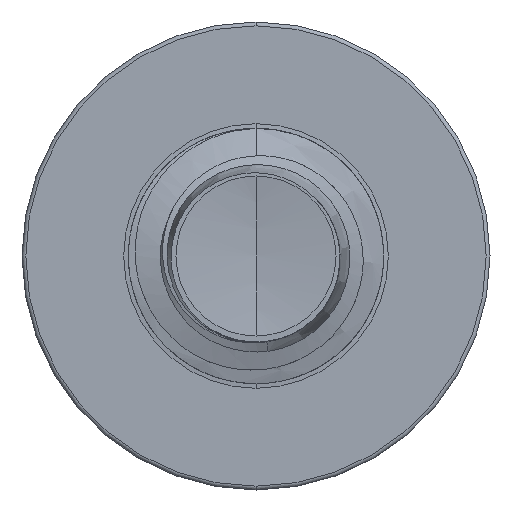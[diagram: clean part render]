
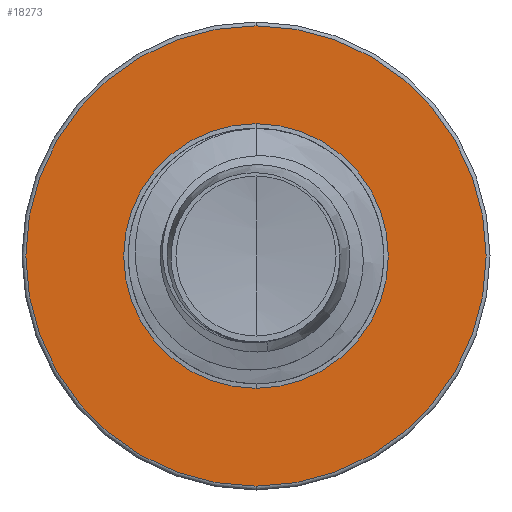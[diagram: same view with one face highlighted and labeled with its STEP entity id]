
A CAD part, front view. The second image highlights one B-rep face of the part: STEP entity #18273.
In plain terms, the highlighted planar face has unit normal (0, -1, 0).
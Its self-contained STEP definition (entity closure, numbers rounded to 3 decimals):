
#88 = CARTESIAN_POINT ( 'NONE',  ( 0., 5.5, -0.933 ) ) ;
#391 = CIRCLE ( 'NONE', #14849, 1.623 ) ;
#1027 = ORIENTED_EDGE ( 'NONE', *, *, #19656, .F. ) ;
#1805 = CARTESIAN_POINT ( 'NONE',  ( 0., 5.5, -1.623 ) ) ;
#2010 = DIRECTION ( 'NONE',  ( 0., 1., 0. ) ) ;
#2967 = DIRECTION ( 'NONE',  ( 0., 0., 1. ) ) ;
#2992 = DIRECTION ( 'NONE',  ( 0., 1., 0. ) ) ;
#2997 = CARTESIAN_POINT ( 'NONE',  ( 0., 5.5, 0. ) ) ;
#3164 = VERTEX_POINT ( 'NONE', #8084 ) ;
#3502 = AXIS2_PLACEMENT_3D ( 'NONE', #2997, #2992, #2967 ) ;
#3533 = CARTESIAN_POINT ( 'NONE',  ( 0., 5.5, 1.623 ) ) ;
#3658 = PLANE ( 'NONE',  #13371 ) ;
#4021 = EDGE_CURVE ( 'NONE', #18097, #11821, #6590, .T. ) ;
#5207 = EDGE_CURVE ( 'NONE', #16558, #3164, #12663, .T. ) ;
#5764 = CARTESIAN_POINT ( 'NONE',  ( 0., 5.5, 0. ) ) ;
#6590 = CIRCLE ( 'NONE', #3502, 1.623 ) ;
#6756 = CIRCLE ( 'NONE', #7262, 0.933 ) ;
#6852 = FACE_OUTER_BOUND ( 'NONE', #17225, .T. ) ;
#7262 = AXIS2_PLACEMENT_3D ( 'NONE', #8564, #18299, #10107 ) ;
#7462 = DIRECTION ( 'NONE',  ( 0., 0., 1. ) ) ;
#8084 = CARTESIAN_POINT ( 'NONE',  ( 0., 5.5, -0.933 ) ) ;
#8564 = CARTESIAN_POINT ( 'NONE',  ( 0., 5.5, 0. ) ) ;
#10107 = DIRECTION ( 'NONE',  ( 0., 0., 1. ) ) ;
#11020 = CARTESIAN_POINT ( 'NONE',  ( 0., 5.5, 0.933 ) ) ;
#11821 = VERTEX_POINT ( 'NONE', #3533 ) ;
#12663 = CIRCLE ( 'NONE', #14045, 0.933 ) ;
#13244 = DIRECTION ( 'NONE',  ( 0., 0., 1. ) ) ;
#13321 = EDGE_LOOP ( 'NONE', ( #14499, #18224 ) ) ;
#13371 = AXIS2_PLACEMENT_3D ( 'NONE', #88, #2010, #13244 ) ;
#14045 = AXIS2_PLACEMENT_3D ( 'NONE', #16954, #16938, #16916 ) ;
#14078 = FACE_BOUND ( 'NONE', #13321, .T. ) ;
#14499 = ORIENTED_EDGE ( 'NONE', *, *, #5207, .T. ) ;
#14849 = AXIS2_PLACEMENT_3D ( 'NONE', #5764, #16085, #7462 ) ;
#15237 = ORIENTED_EDGE ( 'NONE', *, *, #4021, .F. ) ;
#16085 = DIRECTION ( 'NONE',  ( 0., 1., 0. ) ) ;
#16558 = VERTEX_POINT ( 'NONE', #11020 ) ;
#16916 = DIRECTION ( 'NONE',  ( 0., 0., 1. ) ) ;
#16938 = DIRECTION ( 'NONE',  ( 0., 1., 0. ) ) ;
#16954 = CARTESIAN_POINT ( 'NONE',  ( 0., 5.5, 0. ) ) ;
#17225 = EDGE_LOOP ( 'NONE', ( #1027, #15237 ) ) ;
#18023 = EDGE_CURVE ( 'NONE', #3164, #16558, #6756, .T. ) ;
#18097 = VERTEX_POINT ( 'NONE', #1805 ) ;
#18224 = ORIENTED_EDGE ( 'NONE', *, *, #18023, .T. ) ;
#18273 = ADVANCED_FACE ( 'NONE', ( #6852, #14078 ), #3658, .F. ) ;
#18299 = DIRECTION ( 'NONE',  ( 0., 1., 0. ) ) ;
#19656 = EDGE_CURVE ( 'NONE', #11821, #18097, #391, .T. ) ;
